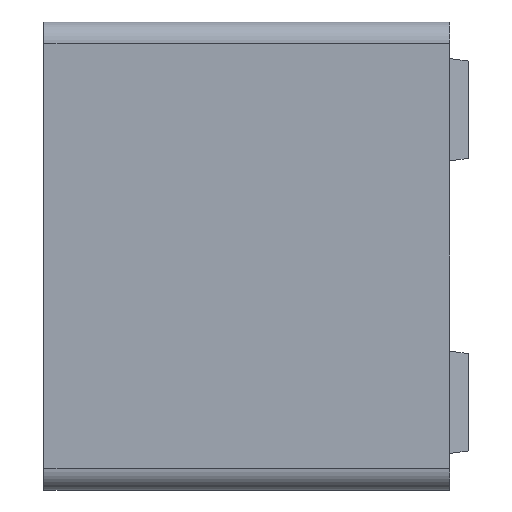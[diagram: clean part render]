
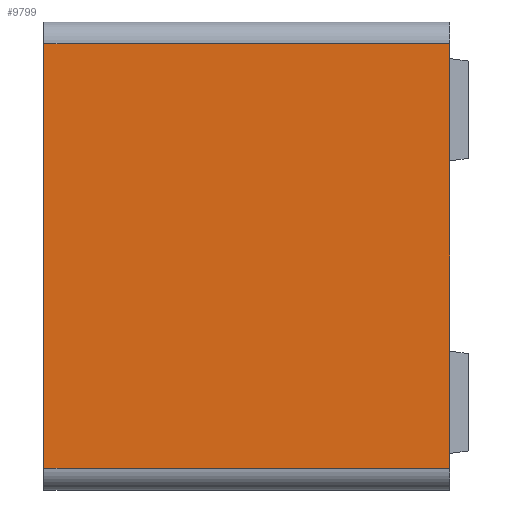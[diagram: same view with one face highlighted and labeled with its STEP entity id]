
A CAD part, left-side view. The second image highlights one B-rep face of the part: STEP entity #9799.
In plain terms, the highlighted planar face has unit normal (-1, 0, 0).
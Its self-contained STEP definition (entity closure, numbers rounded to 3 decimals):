
#70 = FACE_OUTER_BOUND ( 'NONE', #10951, .T. ) ;
#418 = DIRECTION ( 'NONE',  ( 0., 0., 1. ) ) ;
#646 = VERTEX_POINT ( 'NONE', #7240 ) ;
#1222 = VERTEX_POINT ( 'NONE', #3081 ) ;
#1271 = VERTEX_POINT ( 'NONE', #8257 ) ;
#1637 = EDGE_CURVE ( 'NONE', #646, #1222, #9060, .T. ) ;
#2054 = CARTESIAN_POINT ( 'NONE',  ( -3.3, 5.8, 2.9 ) ) ;
#2386 = EDGE_CURVE ( 'NONE', #8926, #646, #5813, .T. ) ;
#3081 = CARTESIAN_POINT ( 'NONE',  ( -3.3, 0.25, -2.9 ) ) ;
#3435 = AXIS2_PLACEMENT_3D ( 'NONE', #10204, #5191, #8452 ) ;
#3574 = CARTESIAN_POINT ( 'NONE',  ( -3.3, 5.8, 2.9 ) ) ;
#4095 = CARTESIAN_POINT ( 'NONE',  ( -3.3, 0.25, 2.9 ) ) ;
#4279 = PLANE ( 'NONE',  #3435 ) ;
#4295 = EDGE_CURVE ( 'NONE', #1271, #1222, #7894, .T. ) ;
#4547 = ORIENTED_EDGE ( 'NONE', *, *, #5721, .F. ) ;
#4897 = ORIENTED_EDGE ( 'NONE', *, *, #2386, .F. ) ;
#5191 = DIRECTION ( 'NONE',  ( 1., 0., 0. ) ) ;
#5359 = DIRECTION ( 'NONE',  ( 0., -1., 0. ) ) ;
#5373 = ORIENTED_EDGE ( 'NONE', *, *, #4295, .T. ) ;
#5721 = EDGE_CURVE ( 'NONE', #1271, #8926, #10759, .T. ) ;
#5813 = LINE ( 'NONE', #9908, #10732 ) ;
#6194 = CARTESIAN_POINT ( 'NONE',  ( -3.3, 5.8, -2.9 ) ) ;
#7106 = VECTOR ( 'NONE', #418, 1000. ) ;
#7240 = CARTESIAN_POINT ( 'NONE',  ( -3.3, 0.25, 2.9 ) ) ;
#7312 = DIRECTION ( 'NONE',  ( 0., 0., -1. ) ) ;
#7561 = DIRECTION ( 'NONE',  ( 0., -1., 0. ) ) ;
#7894 = LINE ( 'NONE', #6194, #9741 ) ;
#8257 = CARTESIAN_POINT ( 'NONE',  ( -3.3, 5.8, -2.9 ) ) ;
#8452 = DIRECTION ( 'NONE',  ( 0., 0., -1. ) ) ;
#8926 = VERTEX_POINT ( 'NONE', #3574 ) ;
#9060 = LINE ( 'NONE', #4095, #9746 ) ;
#9741 = VECTOR ( 'NONE', #5359, 1000. ) ;
#9746 = VECTOR ( 'NONE', #7312, 1000. ) ;
#9799 = ADVANCED_FACE ( 'NONE', ( #70 ), #4279, .F. ) ;
#9908 = CARTESIAN_POINT ( 'NONE',  ( -3.3, 5.8, 2.9 ) ) ;
#10204 = CARTESIAN_POINT ( 'NONE',  ( -3.3, 5.8, 2.9 ) ) ;
#10732 = VECTOR ( 'NONE', #7561, 1000. ) ;
#10736 = ORIENTED_EDGE ( 'NONE', *, *, #1637, .F. ) ;
#10759 = LINE ( 'NONE', #2054, #7106 ) ;
#10951 = EDGE_LOOP ( 'NONE', ( #10736, #4897, #4547, #5373 ) ) ;
